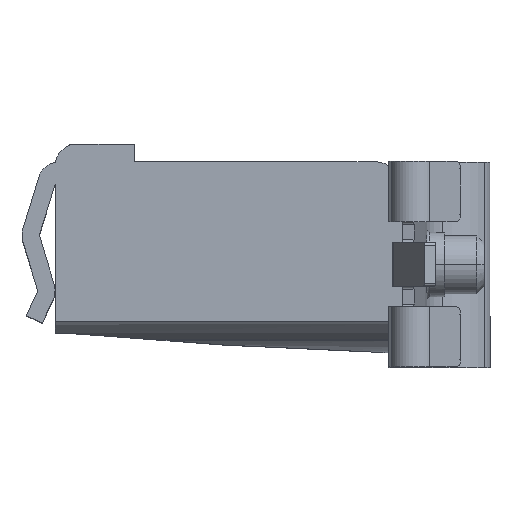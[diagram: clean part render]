
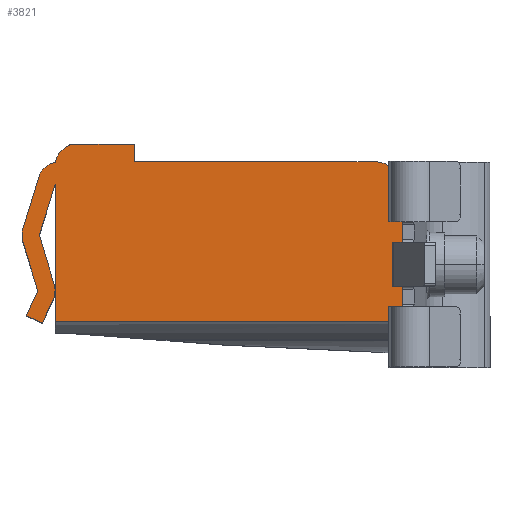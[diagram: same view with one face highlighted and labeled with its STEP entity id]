
A CAD part, top view. The second image highlights one B-rep face of the part: STEP entity #3821.
In plain terms, the highlighted planar face has unit normal (0, 0, 1).
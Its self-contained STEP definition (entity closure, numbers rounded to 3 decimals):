
#1280=CARTESIAN_POINT('',(12.963,3.362,9.));
#1286=DIRECTION('',(0.,-1.,0.));
#1287=VECTOR('',#1286,9.246);
#1288=CARTESIAN_POINT('',(12.963,3.362,9.));
#1289=LINE('',#1288,#1287);
#1290=DIRECTION('',(-1.,0.,0.));
#1291=VECTOR('',#1290,23.703);
#1292=CARTESIAN_POINT('',(12.963,-5.884,9.));
#1293=LINE('',#1292,#1291);
#1294=DIRECTION('',(0.,1.,0.));
#1295=VECTOR('',#1294,2.12);
#1296=CARTESIAN_POINT('',(-10.74,-5.884,9.));
#1297=LINE('',#1296,#1295);
#1298=DIRECTION('',(0.,1.,0.));
#1299=VECTOR('',#1298,7.253);
#1300=CARTESIAN_POINT('',(-10.74,-3.765,9.));
#1301=LINE('',#1300,#1299);
#1302=DIRECTION('',(-0.292,-0.956,0.));
#1303=VECTOR('',#1302,3.557);
#1304=CARTESIAN_POINT('',(-10.74,3.489,9.));
#1305=LINE('',#1304,#1303);
#1306=CARTESIAN_POINT('',(-11.493,0.,9.));
#1307=DIRECTION('',(0.,0.,1.));
#1308=DIRECTION('',(-0.956,0.292,0.));
#1309=AXIS2_PLACEMENT_3D('',#1306,#1307,#1308);
#1311=CARTESIAN_POINT('',(-11.493,0.,9.));
#1312=DIRECTION('',(0.,0.,1.));
#1313=DIRECTION('',(-1.,0.,0.));
#1314=AXIS2_PLACEMENT_3D('',#1311,#1312,#1313);
#1316=DIRECTION('',(0.288,-0.958,0.));
#1317=VECTOR('',#1316,3.39);
#1318=CARTESIAN_POINT('',(-11.78,-0.086,9.));
#1319=LINE('',#1318,#1317);
#1320=CARTESIAN_POINT('',(-12.24,-3.765,9.));
#1321=DIRECTION('',(0.,0.,-1.));
#1322=DIRECTION('',(0.958,0.288,0.));
#1323=AXIS2_PLACEMENT_3D('',#1320,#1321,#1322);
#1325=CARTESIAN_POINT('',(-12.24,-3.765,9.));
#1326=DIRECTION('',(0.,0.,-1.));
#1327=DIRECTION('',(1.,0.,0.));
#1328=AXIS2_PLACEMENT_3D('',#1325,#1326,#1327);
#1330=DIRECTION('',(-0.418,-0.908,0.));
#1331=VECTOR('',#1330,1.753);
#1332=CARTESIAN_POINT('',(-10.877,-4.391,9.));
#1333=LINE('',#1332,#1331);
#1334=DIRECTION('',(-0.908,0.418,0.));
#1335=VECTOR('',#1334,1.2);
#1336=CARTESIAN_POINT('',(-11.61,-5.984,9.));
#1337=LINE('',#1336,#1335);
#1338=DIRECTION('',(0.418,0.908,0.));
#1339=VECTOR('',#1338,1.753);
#1340=CARTESIAN_POINT('',(-12.7,-5.483,9.));
#1341=LINE('',#1340,#1339);
#1342=CARTESIAN_POINT('',(-12.24,-3.765,9.));
#1343=DIRECTION('',(0.,0.,1.));
#1344=DIRECTION('',(0.908,-0.418,0.));
#1345=AXIS2_PLACEMENT_3D('',#1342,#1343,#1344);
#1347=CARTESIAN_POINT('',(-12.24,-3.765,9.));
#1348=DIRECTION('',(0.,0.,1.));
#1349=DIRECTION('',(1.,0.,0.));
#1350=AXIS2_PLACEMENT_3D('',#1347,#1348,#1349);
#1352=DIRECTION('',(-0.288,0.958,0.));
#1353=VECTOR('',#1352,3.39);
#1354=CARTESIAN_POINT('',(-11.953,-3.678,9.));
#1355=LINE('',#1354,#1353);
#1356=CARTESIAN_POINT('',(-11.493,0.,9.));
#1357=DIRECTION('',(0.,0.,-1.));
#1358=DIRECTION('',(-0.958,-0.288,0.));
#1359=AXIS2_PLACEMENT_3D('',#1356,#1357,#1358);
#1361=CARTESIAN_POINT('',(-11.493,0.,9.));
#1362=DIRECTION('',(0.,0.,-1.));
#1363=DIRECTION('',(-1.,0.,0.));
#1364=AXIS2_PLACEMENT_3D('',#1361,#1362,#1363);
#1366=DIRECTION('',(0.292,0.956,0.));
#1367=VECTOR('',#1366,3.676);
#1368=CARTESIAN_POINT('',(-12.928,0.439,9.));
#1369=LINE('',#1368,#1367);
#1370=CARTESIAN_POINT('',(-10.418,3.516,9.));
#1371=DIRECTION('',(0.,0.,-1.));
#1372=DIRECTION('',(-0.956,0.292,0.));
#1373=AXIS2_PLACEMENT_3D('',#1370,#1371,#1372);
#1375=CARTESIAN_POINT('',(-9.24,4.716,9.));
#1376=DIRECTION('',(0.,0.,-1.));
#1377=DIRECTION('',(-0.984,0.18,0.));
#1378=AXIS2_PLACEMENT_3D('',#1375,#1376,#1377);
#1380=DIRECTION('',(0.,1.,0.));
#1381=VECTOR('',#1380,0.086);
#1382=CARTESIAN_POINT('',(-9.74,6.13,9.));
#1383=LINE('',#1382,#1381);
#1384=DIRECTION('',(1.,0.,0.));
#1385=VECTOR('',#1384,4.4);
#1386=CARTESIAN_POINT('',(-9.74,6.216,9.));
#1387=LINE('',#1386,#1385);
#1388=DIRECTION('',(0.,-1.,0.));
#1389=VECTOR('',#1388,1.2);
#1390=CARTESIAN_POINT('',(-5.34,6.216,9.));
#1391=LINE('',#1390,#1389);
#1392=DIRECTION('',(1.,0.,0.));
#1393=VECTOR('',#1392,16.333);
#1394=CARTESIAN_POINT('',(-5.34,5.016,9.));
#1395=LINE('',#1394,#1393);
#1396=CARTESIAN_POINT('',(10.993,3.016,9.));
#1397=DIRECTION('',(0.,0.,-1.));
#1398=DIRECTION('',(0.,1.,0.));
#1399=AXIS2_PLACEMENT_3D('',#1396,#1397,#1398);
#1632=CARTESIAN_POINT('',(-10.74,3.489,9.));
#1633=VERTEX_POINT('',#1632);
#1634=CARTESIAN_POINT('',(-11.78,-0.086,9.));
#1635=VERTEX_POINT('',#1634);
#1636=CARTESIAN_POINT('',(-11.78,0.088,9.));
#1637=VERTEX_POINT('',#1636);
#1638=CARTESIAN_POINT('',(-10.877,-4.391,9.));
#1639=VERTEX_POINT('',#1638);
#1640=CARTESIAN_POINT('',(-10.804,-3.332,9.));
#1641=VERTEX_POINT('',#1640);
#1642=CARTESIAN_POINT('',(-11.61,-5.984,9.));
#1643=VERTEX_POINT('',#1642);
#1644=CARTESIAN_POINT('',(-12.7,-5.483,9.));
#1645=VERTEX_POINT('',#1644);
#1646=CARTESIAN_POINT('',(-11.953,-3.678,9.));
#1647=VERTEX_POINT('',#1646);
#1648=CARTESIAN_POINT('',(-11.968,-3.89,9.));
#1649=VERTEX_POINT('',#1648);
#1650=CARTESIAN_POINT('',(-12.928,0.439,9.));
#1651=VERTEX_POINT('',#1650);
#1652=CARTESIAN_POINT('',(-12.93,-0.432,9.));
#1653=VERTEX_POINT('',#1652);
#1654=CARTESIAN_POINT('',(-11.853,3.954,9.));
#1655=VERTEX_POINT('',#1654);
#1656=CARTESIAN_POINT('',(-9.74,6.13,9.));
#1657=VERTEX_POINT('',#1656);
#1658=CARTESIAN_POINT('',(-10.716,4.986,9.));
#1659=VERTEX_POINT('',#1658);
#1664=CARTESIAN_POINT('',(-9.74,6.216,9.));
#1665=VERTEX_POINT('',#1664);
#1668=CARTESIAN_POINT('',(-5.34,6.216,9.));
#1669=VERTEX_POINT('',#1668);
#1672=CARTESIAN_POINT('',(-5.34,5.016,9.));
#1673=VERTEX_POINT('',#1672);
#1674=CARTESIAN_POINT('',(10.993,5.016,9.));
#1675=VERTEX_POINT('',#1674);
#1701=CARTESIAN_POINT('',(-10.74,-5.884,9.));
#1702=VERTEX_POINT('',#1701);
#1703=CARTESIAN_POINT('',(-10.74,-3.765,9.));
#1704=VERTEX_POINT('',#1703);
#1705=CARTESIAN_POINT('',(-11.793,0.,9.));
#1706=VERTEX_POINT('',#1705);
#1707=CARTESIAN_POINT('',(-10.74,-3.765,9.));
#1708=VERTEX_POINT('',#1707);
#1709=CARTESIAN_POINT('',(-11.94,-3.765,9.));
#1710=VERTEX_POINT('',#1709);
#1711=CARTESIAN_POINT('',(-12.993,0.,9.));
#1712=VERTEX_POINT('',#1711);
#1993=VERTEX_POINT('',#1280);
#2000=CARTESIAN_POINT('',(12.963,-5.884,9.));
#2001=VERTEX_POINT('',#2000);
#3787=CARTESIAN_POINT('',(0.,0.116,9.));
#3788=DIRECTION('',(0.,0.,1.));
#3789=DIRECTION('',(1.,0.,0.));
#3790=AXIS2_PLACEMENT_3D('',#3787,#3788,#3789);
#3791=PLANE('',#3790);
#3792=ORIENTED_EDGE('',*,*,#2122,.T.);
#3794=ORIENTED_EDGE('',*,*,#3793,.T.);
#3795=ORIENTED_EDGE('',*,*,#3501,.T.);
#3796=ORIENTED_EDGE('',*,*,#3499,.T.);
#3797=ORIENTED_EDGE('',*,*,#3530,.T.);
#3798=ORIENTED_EDGE('',*,*,#3547,.T.);
#3799=ORIENTED_EDGE('',*,*,#3545,.T.);
#3800=ORIENTED_EDGE('',*,*,#3561,.T.);
#3801=ORIENTED_EDGE('',*,*,#3577,.T.);
#3802=ORIENTED_EDGE('',*,*,#3575,.T.);
#3803=ORIENTED_EDGE('',*,*,#3592,.T.);
#3804=ORIENTED_EDGE('',*,*,#3606,.T.);
#3805=ORIENTED_EDGE('',*,*,#3620,.T.);
#3806=ORIENTED_EDGE('',*,*,#3637,.T.);
#3807=ORIENTED_EDGE('',*,*,#3635,.T.);
#3808=ORIENTED_EDGE('',*,*,#3651,.T.);
#3809=ORIENTED_EDGE('',*,*,#3668,.T.);
#3810=ORIENTED_EDGE('',*,*,#3666,.T.);
#3811=ORIENTED_EDGE('',*,*,#3682,.T.);
#3812=ORIENTED_EDGE('',*,*,#3696,.T.);
#3813=ORIENTED_EDGE('',*,*,#3710,.T.);
#3814=ORIENTED_EDGE('',*,*,#3724,.T.);
#3815=ORIENTED_EDGE('',*,*,#3738,.T.);
#3816=ORIENTED_EDGE('',*,*,#3752,.T.);
#3817=ORIENTED_EDGE('',*,*,#3766,.T.);
#3818=ORIENTED_EDGE('',*,*,#3780,.T.);
#3819=EDGE_LOOP('',(#3792,#3794,#3795,#3796,#3797,#3798,#3799,#3800,#3801,#3802,
#3803,#3804,#3805,#3806,#3807,#3808,#3809,#3810,#3811,#3812,#3813,#3814,#3815,
#3816,#3817,#3818));
#3820=FACE_OUTER_BOUND('',#3819,.F.);
#1310=CIRCLE('',#1309,0.3);
#1315=CIRCLE('',#1314,0.3);
#1324=CIRCLE('',#1323,1.5);
#1329=CIRCLE('',#1328,1.5);
#1346=CIRCLE('',#1345,0.3);
#1351=CIRCLE('',#1350,0.3);
#1360=CIRCLE('',#1359,1.5);
#1365=CIRCLE('',#1364,1.5);
#1374=CIRCLE('',#1373,1.5);
#1379=CIRCLE('',#1378,1.5);
#1400=CIRCLE('',#1399,2.);
#2122=EDGE_CURVE('',#1993,#2001,#1289,.T.);
#3499=EDGE_CURVE('',#1704,#1633,#1301,.T.);
#3501=EDGE_CURVE('',#1702,#1704,#1297,.T.);
#3530=EDGE_CURVE('',#1633,#1637,#1305,.T.);
#3545=EDGE_CURVE('',#1706,#1635,#1315,.T.);
#3547=EDGE_CURVE('',#1637,#1706,#1310,.T.);
#3561=EDGE_CURVE('',#1635,#1641,#1319,.T.);
#3575=EDGE_CURVE('',#1708,#1639,#1329,.T.);
#3577=EDGE_CURVE('',#1641,#1708,#1324,.T.);
#3592=EDGE_CURVE('',#1639,#1643,#1333,.T.);
#3606=EDGE_CURVE('',#1643,#1645,#1337,.T.);
#3620=EDGE_CURVE('',#1645,#1649,#1341,.T.);
#3635=EDGE_CURVE('',#1710,#1647,#1351,.T.);
#3637=EDGE_CURVE('',#1649,#1710,#1346,.T.);
#3651=EDGE_CURVE('',#1647,#1653,#1355,.T.);
#3666=EDGE_CURVE('',#1712,#1651,#1365,.T.);
#3668=EDGE_CURVE('',#1653,#1712,#1360,.T.);
#3682=EDGE_CURVE('',#1651,#1655,#1369,.T.);
#3696=EDGE_CURVE('',#1655,#1659,#1374,.T.);
#3710=EDGE_CURVE('',#1659,#1657,#1379,.T.);
#3724=EDGE_CURVE('',#1657,#1665,#1383,.T.);
#3738=EDGE_CURVE('',#1665,#1669,#1387,.T.);
#3752=EDGE_CURVE('',#1669,#1673,#1391,.T.);
#3766=EDGE_CURVE('',#1673,#1675,#1395,.T.);
#3780=EDGE_CURVE('',#1675,#1993,#1400,.T.);
#3793=EDGE_CURVE('',#2001,#1702,#1293,.T.);
#3821=ADVANCED_FACE('',(#3820),#3791,.T.);
